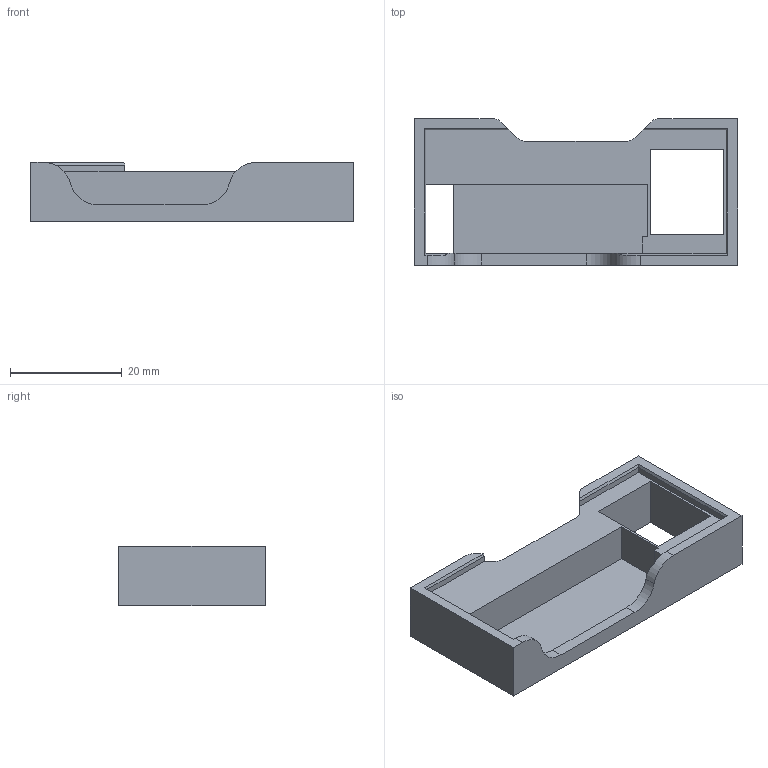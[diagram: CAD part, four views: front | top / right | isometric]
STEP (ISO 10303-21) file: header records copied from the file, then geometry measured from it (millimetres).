
FILE_DESCRIPTION(/* description */ (''),/* implementation_level */ '2;1');
FILE_NAME(/* name */ 'assembly fixture.step',/* time_stamp */ '2025-11-29T18:04:20+01:00',/* author */ (''),/* organization */ (''),/* preprocessor_version */ 'ST-DEVELOPER v20.1',/* originating_system */ 'Autodesk Translation Framework v14.17.0.0',/* authorisation */ '');
FILE_SCHEMA (('AUTOMOTIVE_DESIGN { 1 0 10303 214 3 1 1 }'));
Length unit declared in the file: millimetre
Products named in the file (1): assembly fixture V4.1
Bounding box: 57.8 x 26.2 x 10.6 mm (x, y, z)
Volume: 7380.4 mm3; surface area: 5164.4 mm2
Topology: 1 solids, 1 shells, 47 faces, 132 edges, 86 vertices
Faces by surface type: plane 37, cylinder 8, cone 2
Entity records: 1537 total; most frequent: CARTESIAN_POINT 270, ORIENTED_EDGE 264, DIRECTION 246, EDGE_CURVE 132, LINE 110, VECTOR 110, VERTEX_POINT 86, AXIS2_PLACEMENT_3D 68
